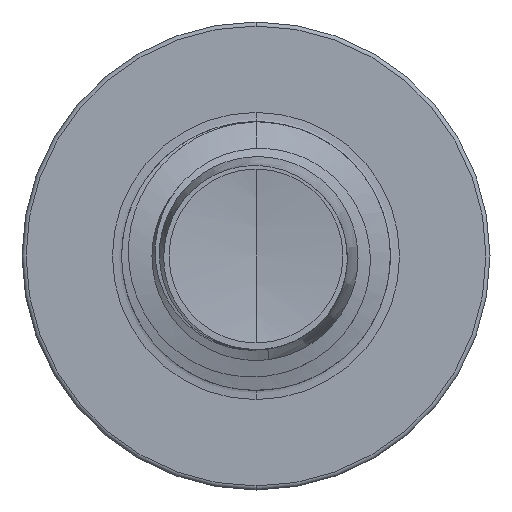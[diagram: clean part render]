
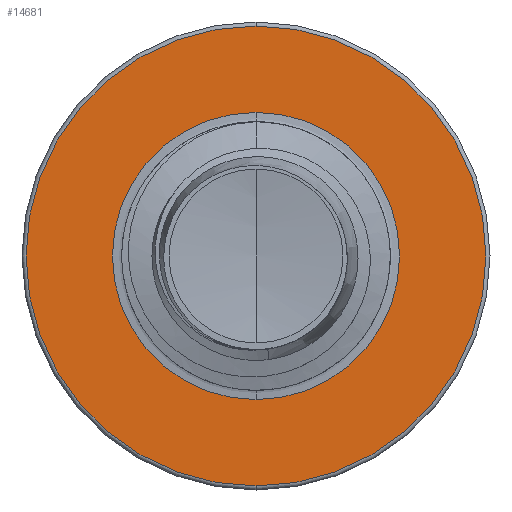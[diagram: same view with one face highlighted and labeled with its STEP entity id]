
A CAD part, front view. The second image highlights one B-rep face of the part: STEP entity #14681.
In plain terms, the highlighted planar face has unit normal (0, -1, 0).
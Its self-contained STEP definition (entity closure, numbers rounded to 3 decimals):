
#839 = DIRECTION ( 'NONE',  ( 0., 0., 1. ) ) ;
#861 = DIRECTION ( 'NONE',  ( 0., 1., 0. ) ) ;
#889 = CARTESIAN_POINT ( 'NONE',  ( 0., 6., 0. ) ) ;
#1234 = CARTESIAN_POINT ( 'NONE',  ( 0., 6., 1.872 ) ) ;
#1711 = VERTEX_POINT ( 'NONE', #10357 ) ;
#1907 = EDGE_LOOP ( 'NONE', ( #8487, #11109 ) ) ;
#2296 = CARTESIAN_POINT ( 'NONE',  ( 0., 6., -1.872 ) ) ;
#2528 = AXIS2_PLACEMENT_3D ( 'NONE', #2808, #2747, #2741 ) ;
#2741 = DIRECTION ( 'NONE',  ( 0., 0., 1. ) ) ;
#2747 = DIRECTION ( 'NONE',  ( 0., 1., 0. ) ) ;
#2808 = CARTESIAN_POINT ( 'NONE',  ( 0., 6., 0. ) ) ;
#2902 = CARTESIAN_POINT ( 'NONE',  ( 0., 6., 2.998 ) ) ;
#3917 = AXIS2_PLACEMENT_3D ( 'NONE', #5814, #5509, #5483 ) ;
#4876 = FACE_BOUND ( 'NONE', #1907, .T. ) ;
#5483 = DIRECTION ( 'NONE',  ( 0., 0., 1. ) ) ;
#5509 = DIRECTION ( 'NONE',  ( 0., 1., 0. ) ) ;
#5565 = EDGE_LOOP ( 'NONE', ( #14720, #7564 ) ) ;
#5655 = PLANE ( 'NONE',  #3917 ) ;
#5814 = CARTESIAN_POINT ( 'NONE',  ( 0., 6., -1.872 ) ) ;
#6555 = CIRCLE ( 'NONE', #6943, 2.998 ) ;
#6943 = AXIS2_PLACEMENT_3D ( 'NONE', #11498, #11754, #11420 ) ;
#7564 = ORIENTED_EDGE ( 'NONE', *, *, #15716, .F. ) ;
#8487 = ORIENTED_EDGE ( 'NONE', *, *, #12241, .T. ) ;
#9154 = DIRECTION ( 'NONE',  ( 0., 0., 1. ) ) ;
#9184 = DIRECTION ( 'NONE',  ( 0., 1., 0. ) ) ;
#9204 = CARTESIAN_POINT ( 'NONE',  ( 0., 6., 0. ) ) ;
#10342 = EDGE_CURVE ( 'NONE', #16467, #1711, #6555, .T. ) ;
#10357 = CARTESIAN_POINT ( 'NONE',  ( 0., 6., -2.997 ) ) ;
#11109 = ORIENTED_EDGE ( 'NONE', *, *, #11921, .T. ) ;
#11420 = DIRECTION ( 'NONE',  ( 0., 0., 1. ) ) ;
#11498 = CARTESIAN_POINT ( 'NONE',  ( 0., 6., 0. ) ) ;
#11754 = DIRECTION ( 'NONE',  ( 0., 1., 0. ) ) ;
#11921 = EDGE_CURVE ( 'NONE', #16335, #14837, #16074, .T. ) ;
#12241 = EDGE_CURVE ( 'NONE', #14837, #16335, #15294, .T. ) ;
#12865 = AXIS2_PLACEMENT_3D ( 'NONE', #889, #861, #839 ) ;
#13726 = FACE_OUTER_BOUND ( 'NONE', #5565, .T. ) ;
#14154 = AXIS2_PLACEMENT_3D ( 'NONE', #9204, #9184, #9154 ) ;
#14397 = CIRCLE ( 'NONE', #14154, 2.998 ) ;
#14681 = ADVANCED_FACE ( 'NONE', ( #13726, #4876 ), #5655, .F. ) ;
#14720 = ORIENTED_EDGE ( 'NONE', *, *, #10342, .F. ) ;
#14837 = VERTEX_POINT ( 'NONE', #1234 ) ;
#15294 = CIRCLE ( 'NONE', #12865, 1.872 ) ;
#15716 = EDGE_CURVE ( 'NONE', #1711, #16467, #14397, .T. ) ;
#16074 = CIRCLE ( 'NONE', #2528, 1.872 ) ;
#16335 = VERTEX_POINT ( 'NONE', #2296 ) ;
#16467 = VERTEX_POINT ( 'NONE', #2902 ) ;
